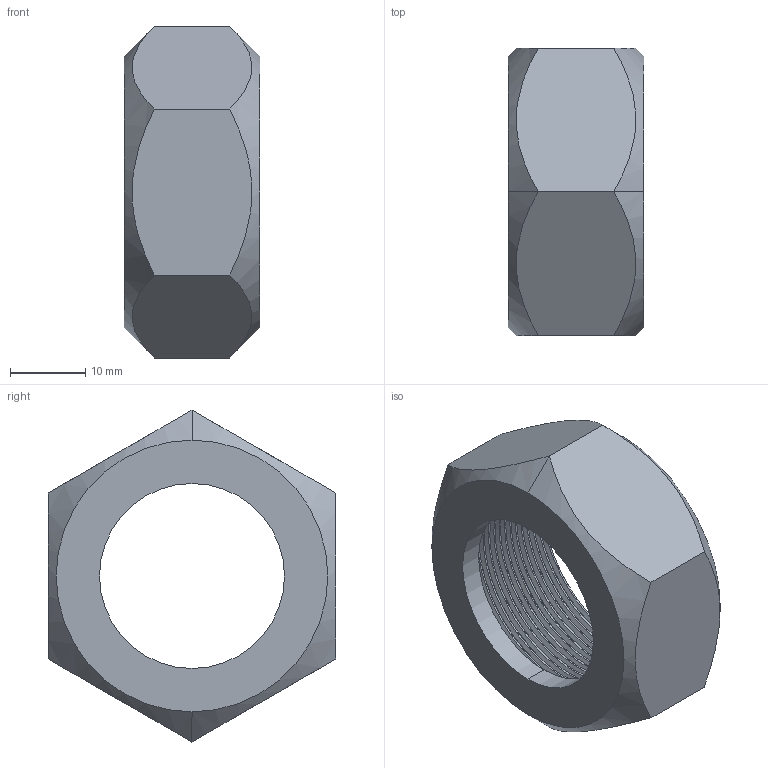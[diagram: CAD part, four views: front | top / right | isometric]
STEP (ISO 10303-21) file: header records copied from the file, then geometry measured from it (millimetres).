
FILE_DESCRIPTION (( 'STEP AP203' ), '1' );
FILE_NAME ('3D_R131M_1_17102730.STEP', '2024-08-15T07:43:23', ( '' ), ( '' ), 'SwSTEP 2.0', 'SolidWorks 2024', '' );
FILE_SCHEMA (( 'CONFIG_CONTROL_DESIGN' ));
Length unit declared in the file: millimetre
Products named in the file (1): 3D_R131M_1_17102730
Bounding box: 18 x 38.1 x 43.99 mm (x, y, z)
Volume: 9462.9 mm3; surface area: 6244.2 mm2
Topology: 1 solids, 1 shells, 51 faces, 136 edges, 88 vertices
Faces by surface type: cylinder 33, plane 10, cone 4, bspline 4
Entity records: 4803 total; most frequent: CARTESIAN_POINT 3679, ORIENTED_EDGE 272, DIRECTION 164, EDGE_CURVE 136, VERTEX_POINT 88, AXIS2_PLACEMENT_3D 59, EDGE_LOOP 54, FACE_OUTER_BOUND 51
